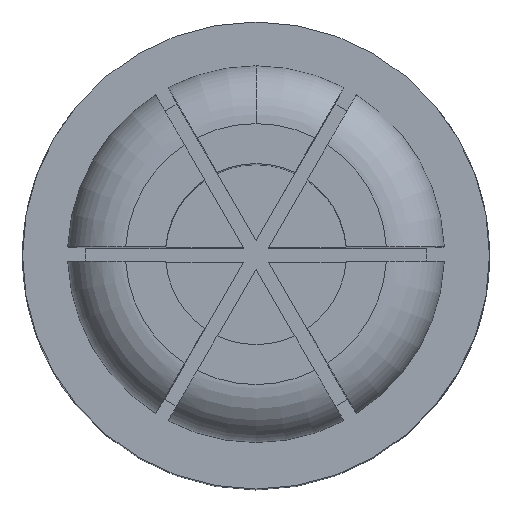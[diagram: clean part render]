
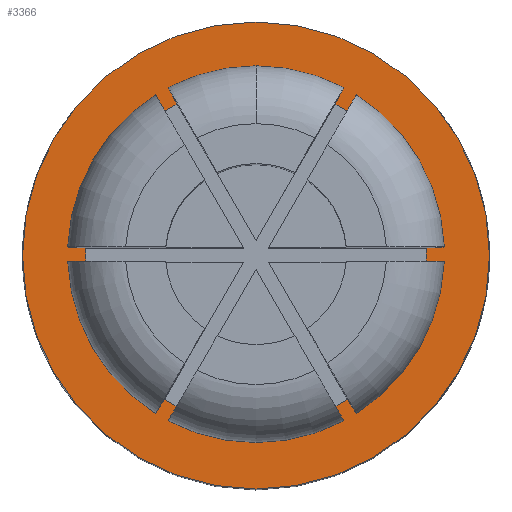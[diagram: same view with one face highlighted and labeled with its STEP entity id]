
A CAD part, top view. The second image highlights one B-rep face of the part: STEP entity #3366.
In plain terms, the highlighted planar face has unit normal (0, 0, 1).
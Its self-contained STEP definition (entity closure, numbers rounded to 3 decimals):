
#33 = CONICAL_SURFACE('',#34,2.3,0.029);
#34 = AXIS2_PLACEMENT_3D('',#35,#36,#37);
#35 = CARTESIAN_POINT('',(0.,0.,7.5));
#36 = DIRECTION('',(0.,0.,1.));
#37 = DIRECTION('',(0.,1.,0.));
#58 = VERTEX_POINT('',#59);
#59 = CARTESIAN_POINT('',(0.,2.3,7.5));
#80 = EDGE_CURVE('',#58,#58,#81,.T.);
#81 = SURFACE_CURVE('',#82,(#87,#94),.PCURVE_S1.);
#82 = CIRCLE('',#83,2.3);
#83 = AXIS2_PLACEMENT_3D('',#84,#85,#86);
#84 = CARTESIAN_POINT('',(0.,0.,7.5));
#85 = DIRECTION('',(0.,0.,-1.));
#86 = DIRECTION('',(0.,1.,0.));
#87 = PCURVE('',#33,#88);
#88 = DEFINITIONAL_REPRESENTATION('',(#89),#93);
#89 = LINE('',#90,#91);
#90 = CARTESIAN_POINT('',(-0.,0.));
#91 = VECTOR('',#92,1.);
#92 = DIRECTION('',(-1.,0.));
#93 = ( GEOMETRIC_REPRESENTATION_CONTEXT(2) 
PARAMETRIC_REPRESENTATION_CONTEXT() REPRESENTATION_CONTEXT('2D SPACE',''
  ) );
#94 = PCURVE('',#95,#100);
#95 = PLANE('',#96);
#96 = AXIS2_PLACEMENT_3D('',#97,#98,#99);
#97 = CARTESIAN_POINT('',(0.,0.,7.5));
#98 = DIRECTION('',(0.,0.,1.));
#99 = DIRECTION('',(1.,0.,0.));
#100 = DEFINITIONAL_REPRESENTATION('',(#101),#109);
#101 = ( BOUNDED_CURVE() B_SPLINE_CURVE(2,(#102,#103,#104,#105,#106,#107
,#108),.UNSPECIFIED.,.T.,.F.) B_SPLINE_CURVE_WITH_KNOTS((1,2,2,2,2,1),(
    -2.094,0.,2.094,4.189,6.283,
8.378),.UNSPECIFIED.) CURVE() GEOMETRIC_REPRESENTATION_ITEM() 
RATIONAL_B_SPLINE_CURVE((1.,0.5,1.,0.5,1.,0.5,1.)) REPRESENTATION_ITEM(
  '') );
#102 = CARTESIAN_POINT('',(0.,2.3));
#103 = CARTESIAN_POINT('',(3.984,2.3));
#104 = CARTESIAN_POINT('',(1.992,-1.15));
#105 = CARTESIAN_POINT('',(0.,-4.6));
#106 = CARTESIAN_POINT('',(-1.992,-1.15));
#107 = CARTESIAN_POINT('',(-3.984,2.3));
#108 = CARTESIAN_POINT('',(0.,2.3));
#109 = ( GEOMETRIC_REPRESENTATION_CONTEXT(2) 
PARAMETRIC_REPRESENTATION_CONTEXT() REPRESENTATION_CONTEXT('2D SPACE',''
  ) );
#3366 = ADVANCED_FACE('',(#3367,#3398),#95,.T.);
#3367 = FACE_BOUND('',#3368,.T.);
#3368 = EDGE_LOOP('',(#3369));
#3369 = ORIENTED_EDGE('',*,*,#3370,.T.);
#3370 = EDGE_CURVE('',#3371,#3371,#3373,.T.);
#3371 = VERTEX_POINT('',#3372);
#3372 = CARTESIAN_POINT('',(3.225,0.,7.5));
#3373 = SURFACE_CURVE('',#3374,(#3379,#3386),.PCURVE_S1.);
#3374 = CIRCLE('',#3375,3.225);
#3375 = AXIS2_PLACEMENT_3D('',#3376,#3377,#3378);
#3376 = CARTESIAN_POINT('',(0.,0.,7.5));
#3377 = DIRECTION('',(0.,0.,1.));
#3378 = DIRECTION('',(1.,0.,0.));
#3379 = PCURVE('',#95,#3380);
#3380 = DEFINITIONAL_REPRESENTATION('',(#3381),#3385);
#3381 = CIRCLE('',#3382,3.225);
#3382 = AXIS2_PLACEMENT_2D('',#3383,#3384);
#3383 = CARTESIAN_POINT('',(0.,0.));
#3384 = DIRECTION('',(1.,0.));
#3385 = ( GEOMETRIC_REPRESENTATION_CONTEXT(2) 
PARAMETRIC_REPRESENTATION_CONTEXT() REPRESENTATION_CONTEXT('2D SPACE',''
  ) );
#3386 = PCURVE('',#3387,#3392);
#3387 = CYLINDRICAL_SURFACE('',#3388,3.225);
#3388 = AXIS2_PLACEMENT_3D('',#3389,#3390,#3391);
#3389 = CARTESIAN_POINT('',(0.,0.,0.));
#3390 = DIRECTION('',(-0.,-0.,-1.));
#3391 = DIRECTION('',(1.,0.,0.));
#3392 = DEFINITIONAL_REPRESENTATION('',(#3393),#3397);
#3393 = LINE('',#3394,#3395);
#3394 = CARTESIAN_POINT('',(-0.,-7.5));
#3395 = VECTOR('',#3396,1.);
#3396 = DIRECTION('',(-1.,0.));
#3397 = ( GEOMETRIC_REPRESENTATION_CONTEXT(2) 
PARAMETRIC_REPRESENTATION_CONTEXT() REPRESENTATION_CONTEXT('2D SPACE',''
  ) );
#3398 = FACE_BOUND('',#3399,.T.);
#3399 = EDGE_LOOP('',(#3400));
#3400 = ORIENTED_EDGE('',*,*,#80,.T.);
